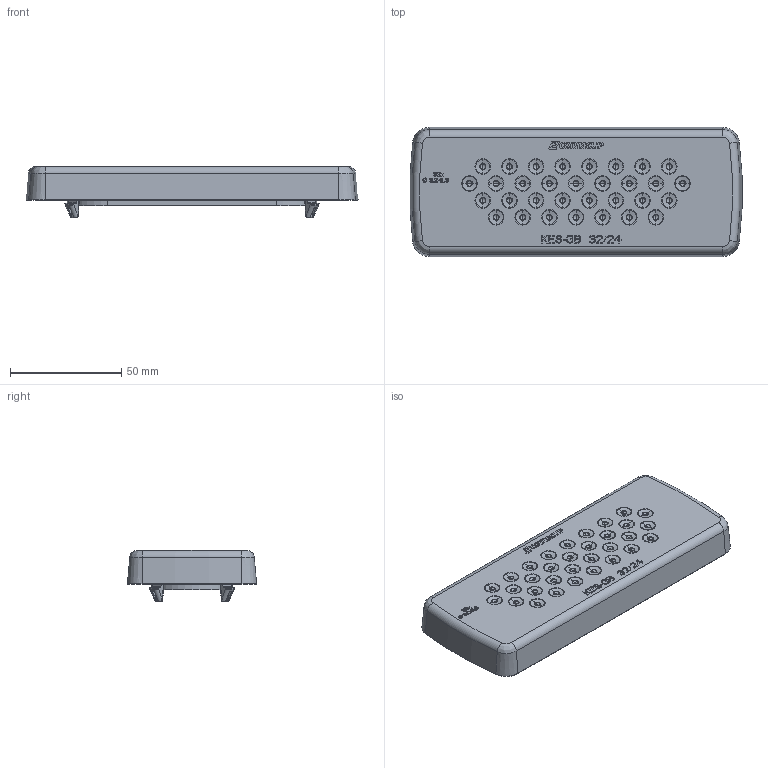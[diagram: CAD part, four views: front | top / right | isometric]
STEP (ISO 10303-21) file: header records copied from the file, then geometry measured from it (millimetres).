
FILE_DESCRIPTION(/* description */ (''),/* implementation_level */ '2;1');
FILE_NAME(/* name */ 'KES-GB_32-24.stp',/* time_stamp */ '2018-01-25T13:17:18+01:00',/* author */ (''),/* organization */ (''),/* preprocessor_version */ 'ST-DEVELOPER v16',/* originating_system */ 'SIEMENS PLM Software NX 10.0',/* authorisation */ '');
FILE_SCHEMA (('CONFIG_CONTROL_DESIGN'));
Length unit declared in the file: millimetre
Products named in the file (1): KES-GB_32-24_stp
Bounding box: 149.26 x 58.07 x 23.25 mm (x, y, z)
Volume: 131069.9 mm3; surface area: 24226.3 mm2
Topology: 1 solids, 1 shells, 1426 faces, 3795 edges, 2396 vertices
Faces by surface type: plane 930, torus 158, sphere 152, cylinder 108, bspline 52, cone 26
Full cylindrical faces by diameter (mm): 3.3 x4
Entity records: 46085 total; most frequent: CARTESIAN_POINT 10788, ORIENTED_EDGE 7430, DIRECTION 7171, EDGE_CURVE 3715, LINE 2701, VECTOR 2701, VERTEX_POINT 2392, AXIS2_PLACEMENT_3D 2235
